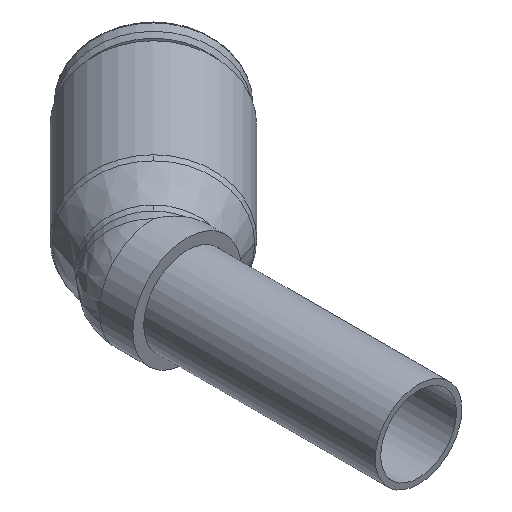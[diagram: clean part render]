
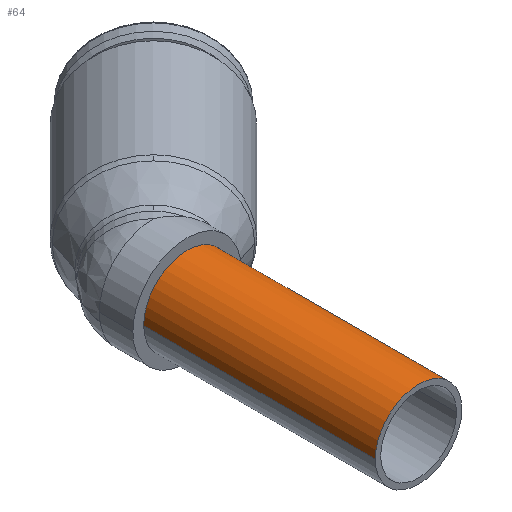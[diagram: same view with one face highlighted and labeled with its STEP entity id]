
A CAD part, isometric view. The second image highlights one B-rep face of the part: STEP entity #64.
In plain terms, the highlighted cylindrical face has radius 4 mm (diameter 8 mm), a partial arc.
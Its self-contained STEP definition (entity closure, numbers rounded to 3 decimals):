
#64=ADVANCED_FACE('',(#121),#122,.T.);
#121=FACE_OUTER_BOUND('',#202,.T.);
#122=CYLINDRICAL_SURFACE('',#203,4.0);
#202=EDGE_LOOP('',(#388,#389,#390,#391));
#203=AXIS2_PLACEMENT_3D('',#392,#393,#394);
#388=ORIENTED_EDGE('',*,*,#606,.T.);
#389=ORIENTED_EDGE('',*,*,#622,.F.);
#390=ORIENTED_EDGE('',*,*,#608,.T.);
#391=ORIENTED_EDGE('',*,*,#623,.F.);
#392=CARTESIAN_POINT('',(0.0,12.25,0.0));
#393=DIRECTION('',(-0.0,1.0,0.0));
#394=DIRECTION('',(1.0,0.0,0.0));
#606=EDGE_CURVE('',#748,#749,#750,.T.);
#608=EDGE_CURVE('',#753,#751,#754,.T.);
#622=EDGE_CURVE('',#753,#749,#775,.T.);
#623=EDGE_CURVE('',#748,#751,#776,.T.);
#748=VERTEX_POINT('',#1132);
#749=VERTEX_POINT('',#1133);
#750=LINE('',#1134,#1135);
#751=VERTEX_POINT('',#1136);
#753=VERTEX_POINT('',#1138);
#754=LINE('',#1139,#1140);
#775=CIRCLE('',#1165,4.0);
#776=CIRCLE('',#1166,4.0);
#1132=CARTESIAN_POINT('',(4.0,0.0,0.0));
#1133=CARTESIAN_POINT('',(4.0,21.4,0.));
#1134=CARTESIAN_POINT('',(4.0,12.25,0.));
#1135=VECTOR('',#1329,1.0);
#1136=CARTESIAN_POINT('',(-4.0,0.0,0.));
#1138=CARTESIAN_POINT('',(-4.0,21.4,0.));
#1139=CARTESIAN_POINT('',(-4.0,12.25,0.));
#1140=VECTOR('',#1333,1.0);
#1165=AXIS2_PLACEMENT_3D('',#1365,#1366,#1367);
#1166=AXIS2_PLACEMENT_3D('',#1368,#1369,#1370);
#1329=DIRECTION('',(0.0,1.0,0.0));
#1333=DIRECTION('',(-0.0,-1.0,-0.0));
#1365=CARTESIAN_POINT('',(0.0,21.4,0.0));
#1366=DIRECTION('',(-0.0,1.0,0.0));
#1367=DIRECTION('',(1.0,0.0,0.0));
#1368=CARTESIAN_POINT('',(0.0,0.0,0.0));
#1369=DIRECTION('',(0.0,-1.0,0.0));
#1370=DIRECTION('',(1.0,0.0,0.0));
